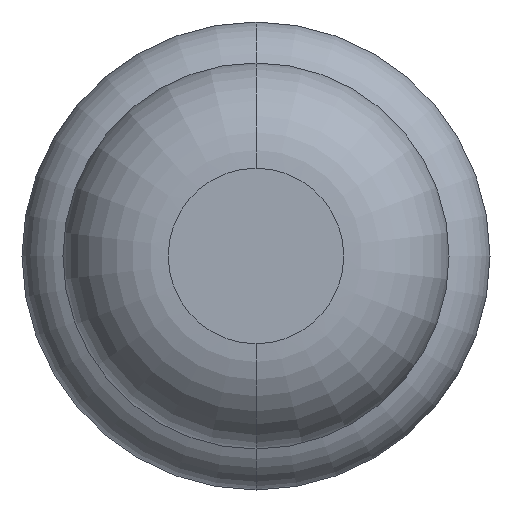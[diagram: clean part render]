
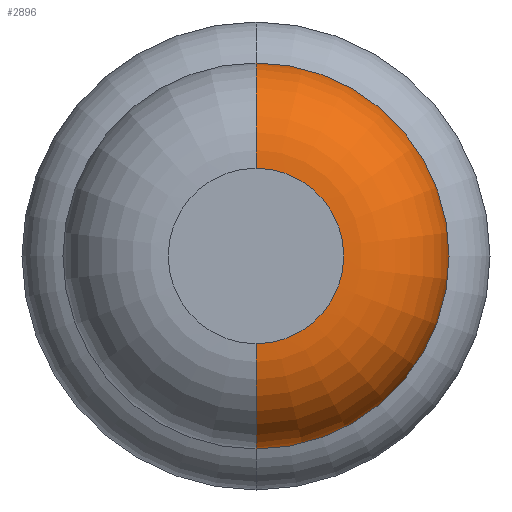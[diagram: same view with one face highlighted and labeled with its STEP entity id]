
A CAD part, front view. The second image highlights one B-rep face of the part: STEP entity #2896.
In plain terms, the highlighted toroidal (fillet/blend) face has major radius 0.375 mm and minor radius 0.45 mm.
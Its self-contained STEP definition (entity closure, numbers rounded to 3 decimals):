
#4 = AXIS2_PLACEMENT_3D ( 'NONE', #1498, #1231, #3382 ) ;
#238 = CARTESIAN_POINT ( 'NONE',  ( 0., -27.4, 0.375 ) ) ;
#263 = DIRECTION ( 'NONE',  ( 0., 0., -1. ) ) ;
#388 = CIRCLE ( 'NONE', #4, 0.825 ) ;
#483 = EDGE_LOOP ( 'NONE', ( #1160, #816, #1536, #2929 ) ) ;
#784 = CARTESIAN_POINT ( 'NONE',  ( 0., -27.4, -0.375 ) ) ;
#816 = ORIENTED_EDGE ( 'NONE', *, *, #2883, .T. ) ;
#1018 = AXIS2_PLACEMENT_3D ( 'NONE', #3452, #1858, #263 ) ;
#1047 = CARTESIAN_POINT ( 'NONE',  ( 0., -26.95, 0.825 ) ) ;
#1105 = AXIS2_PLACEMENT_3D ( 'NONE', #1382, #3248, #2993 ) ;
#1160 = ORIENTED_EDGE ( 'NONE', *, *, #2130, .T. ) ;
#1180 = CIRCLE ( 'NONE', #2868, 0.375 ) ;
#1231 = DIRECTION ( 'NONE',  ( 0., 1., 0. ) ) ;
#1308 = CARTESIAN_POINT ( 'NONE',  ( 0., -26.95, 0. ) ) ;
#1382 = CARTESIAN_POINT ( 'NONE',  ( 0., -26.95, 0.375 ) ) ;
#1498 = CARTESIAN_POINT ( 'NONE',  ( 0., -26.95, 0. ) ) ;
#1536 = ORIENTED_EDGE ( 'NONE', *, *, #2611, .F. ) ;
#1546 = VERTEX_POINT ( 'NONE', #1047 ) ;
#1633 = VERTEX_POINT ( 'NONE', #2429 ) ;
#1837 = DIRECTION ( 'NONE',  ( 0., 1., 0. ) ) ;
#1858 = DIRECTION ( 'NONE',  ( 1., 0., 0. ) ) ;
#1866 = DIRECTION ( 'NONE',  ( 0., 1., 0. ) ) ;
#1867 = CIRCLE ( 'NONE', #1105, 0.45 ) ;
#2130 = EDGE_CURVE ( 'Defeature ausgef�hrt2_5+Defeature ausgef�hrt2_4+Defeature ausgef�hrt2_4+Defeature ausgef�hrt2_4', #2217, #2174, #1180, .T. ) ;
#2174 = VERTEX_POINT ( 'NONE', #784 ) ;
#2217 = VERTEX_POINT ( 'NONE', #238 ) ;
#2384 = CARTESIAN_POINT ( 'NONE',  ( 0., -27.4, 0. ) ) ;
#2416 = TOROIDAL_SURFACE ( 'NONE', #3030, 0.375, 0.45 ) ;
#2429 = CARTESIAN_POINT ( 'NONE',  ( 0., -26.95, -0.825 ) ) ;
#2462 = EDGE_CURVE ( 'NONE', #2217, #1546, #1867, .T. ) ;
#2611 = EDGE_CURVE ( 'Defeature ausgef�hrt2_6+Defeature ausgef�hrt2_5+Defeature ausgef�hrt2_5+Defeature ausgef�hrt2_5', #1546, #1633, #388, .T. ) ;
#2868 = AXIS2_PLACEMENT_3D ( 'NONE', #2384, #1866, #3169 ) ;
#2883 = EDGE_CURVE ( 'NONE', #2174, #1633, #3140, .T. ) ;
#2896 = ADVANCED_FACE ( 'Defeature ausgef�hrt2_5', ( #3441 ), #2416, .T. ) ;
#2929 = ORIENTED_EDGE ( 'NONE', *, *, #2462, .F. ) ;
#2993 = DIRECTION ( 'NONE',  ( 0., 0., 1. ) ) ;
#3030 = AXIS2_PLACEMENT_3D ( 'NONE', #1308, #1837, #3361 ) ;
#3140 = CIRCLE ( 'NONE', #1018, 0.45 ) ;
#3169 = DIRECTION ( 'NONE',  ( 0., 0., 1. ) ) ;
#3248 = DIRECTION ( 'NONE',  ( -1., 0., 0. ) ) ;
#3361 = DIRECTION ( 'NONE',  ( 0., 0., 1. ) ) ;
#3382 = DIRECTION ( 'NONE',  ( 0., 0., 1. ) ) ;
#3441 = FACE_OUTER_BOUND ( 'NONE', #483, .T. ) ;
#3452 = CARTESIAN_POINT ( 'NONE',  ( 0., -26.95, -0.375 ) ) ;
